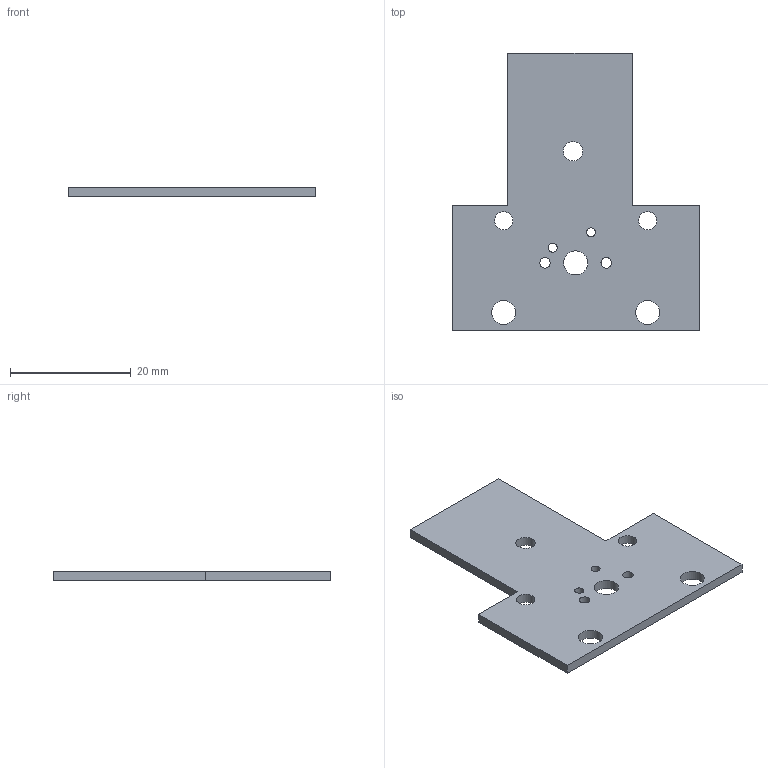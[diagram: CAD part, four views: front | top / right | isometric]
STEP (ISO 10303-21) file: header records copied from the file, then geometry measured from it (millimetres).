
FILE_DESCRIPTION(('KiCad electronic assembly'),'2;1');
FILE_NAME('4board_d.step','2024-07-24T17:17:20',('Pcbnew'),('Kicad'), 'Open CASCADE STEP processor 7.8','KiCad to STEP converter','Unknown' );
FILE_SCHEMA(('AUTOMOTIVE_DESIGN { 1 0 10303 214 1 1 1 1 }'));
Length unit declared in the file: millimetre
Products named in the file (2): 4board_d 1; 4board_d_PCB
Assembly tree (1 placements, depth 2):
  4board_d 1
    4board_d_PCB
Bounding box: 41 x 46 x 1.6 mm (x, y, z)
Volume: 2087.8 mm3; surface area: 3027.8 mm2
Topology: 1 solids, 1 shells, 20 faces, 54 edges, 36 vertices
Faces by surface type: plane 10, cylinder 10
Full cylindrical faces by diameter (mm): 1.5 x2, 1.75 x2, 3.048 x2, 3.2 x1, 3.988 x2, 4 x1
Entity records: 715 total; most frequent: DIRECTION 118, CARTESIAN_POINT 112, ORIENTED_EDGE 108, EDGE_CURVE 54, AXIS2_PLACEMENT_3D 42, FACE_BOUND 40, EDGE_LOOP 40, VERTEX_POINT 36
